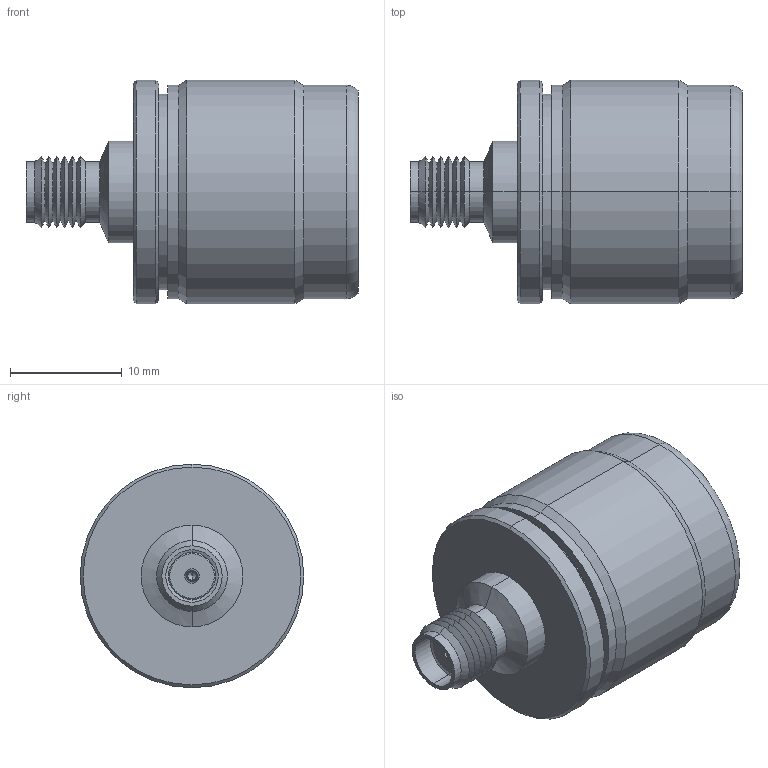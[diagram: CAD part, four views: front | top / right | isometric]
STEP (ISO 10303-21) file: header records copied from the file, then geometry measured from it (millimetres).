
FILE_DESCRIPTION (( 'STEP AP214' ), '1' );
FILE_NAME ('FMAD10051_3D.step', '2025-02-24T20:23:37', ( '' ), ( '' ), 'SwSTEP 2.0', 'SolidWorks 2022', '' );
FILE_SCHEMA (( 'AUTOMOTIVE_DESIGN' ));
Length unit declared in the file: inch
Products named in the file (1): FMAD10051_3D
Bounding box: 29.72 x 20 x 20 mm (x, y, z)
Volume: 4576.7 mm3; surface area: 3703.5 mm2
Topology: 1 solids, 1 shells, 128 faces, 256 edges, 140 vertices
Faces by surface type: cone 76, cylinder 36, plane 12, torus 2, sphere 2
Entity records: 4791 total; most frequent: DIRECTION 654, CARTESIAN_POINT 523, ORIENTED_EDGE 508, AXIS2_PLACEMENT_3D 271, EDGE_CURVE 254, CIRCLE 142, VERTEX_POINT 140, EDGE_LOOP 140
